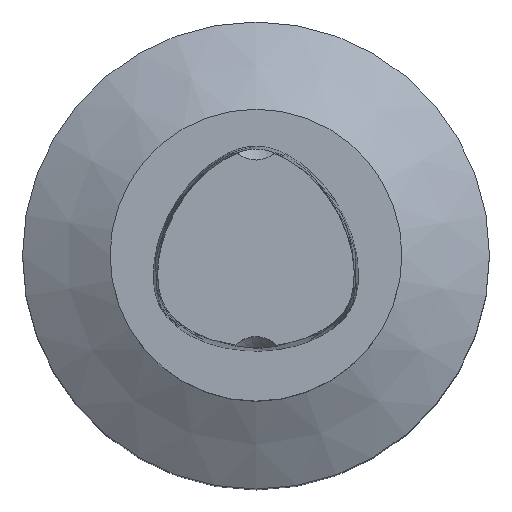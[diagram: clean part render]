
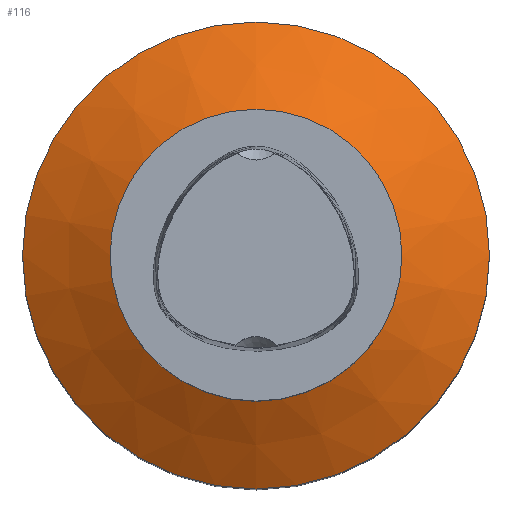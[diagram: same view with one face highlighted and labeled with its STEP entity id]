
A CAD part, top view. The second image highlights one B-rep face of the part: STEP entity #116.
In plain terms, the highlighted conical face has half-angle 60 degrees and reference radius 32.5 mm.
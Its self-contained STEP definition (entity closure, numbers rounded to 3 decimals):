
#116=ADVANCED_FACE('240[2]',(#234,#235),#236,.T.);
#124=EDGE_CURVE('240[2]',#247,#247,#248,.T.);
#126=EDGE_CURVE('240[2]',#250,#250,#251,.T.);
#234=FACE_BOUND('',#542,.T.);
#235=FACE_BOUND('',#543,.T.);
#236=CONICAL_SURFACE('',#544,32.5,1.047);
#247=VERTEX_POINT('',#1517);
#248=CIRCLE('',#1518,25.0);
#250=VERTEX_POINT('',#1521);
#251=CIRCLE('',#1522,40.0);
#542=EDGE_LOOP('',(#1610));
#543=EDGE_LOOP('',(#1611));
#544=AXIS2_PLACEMENT_3D('',#1612,#1613,#1614);
#1517=CARTESIAN_POINT('',(0.,25.0,-23.144));
#1518=AXIS2_PLACEMENT_3D('',#1634,#1635,#1636);
#1521=CARTESIAN_POINT('',(0.,40.0,-31.805));
#1522=AXIS2_PLACEMENT_3D('',#1637,#1638,#1639);
#1610=ORIENTED_EDGE('',*,*,#126,.F.);
#1611=ORIENTED_EDGE('',*,*,#124,.T.);
#1612=CARTESIAN_POINT('',(0.,0.,-27.474));
#1613=DIRECTION('',(0.,0.,-1.0));
#1614=DIRECTION('',(0.,1.0,0.));
#1634=CARTESIAN_POINT('',(0.,0.,-23.144));
#1635=DIRECTION('',(0.,0.,-1.0));
#1636=DIRECTION('',(0.,1.0,0.));
#1637=CARTESIAN_POINT('',(0.,0.,-31.805));
#1638=DIRECTION('',(0.,0.,-1.0));
#1639=DIRECTION('',(0.,1.0,0.));
